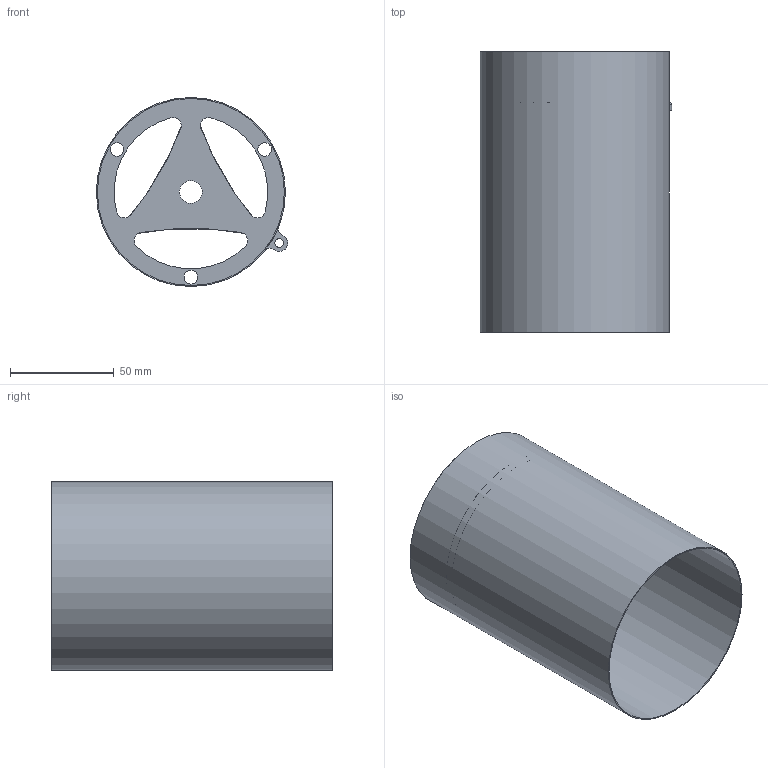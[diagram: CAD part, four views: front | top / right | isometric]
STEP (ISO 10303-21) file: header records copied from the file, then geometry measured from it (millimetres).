
FILE_DESCRIPTION(/* description */ (''),/* implementation_level */ '2;1');
FILE_NAME(/* name */ 'LowerBodyC v1.step',/* time_stamp */ '2023-09-28T22:49:43-04:00',/* author */ (''),/* organization */ (''),/* preprocessor_version */ 'ST-DEVELOPER v20',/* originating_system */ 'Autodesk Translation Framework v12.14.0.127',/* authorisation */ '');
FILE_SCHEMA (('AUTOMOTIVE_DESIGN { 1 0 10303 214 3 1 1 }'));
Length unit declared in the file: millimetre
Products named in the file (1): LowerBodyC
Bounding box: 92.08 x 134.96 x 91 mm (x, y, z)
Volume: 37585.4 mm3; surface area: 86007.8 mm2
Topology: 1 solids, 1 shells, 63 faces, 157 edges, 98 vertices
Faces by surface type: cylinder 25, torus 25, plane 8, cone 5
Full cylindrical faces by diameter (mm): 4.175 x1, 6.55 x3, 11 x1, 17.7 x1, 90 x2, 91 x1
Entity records: 2179 total; most frequent: CARTESIAN_POINT 567, DIRECTION 364, ORIENTED_EDGE 314, AXIS2_PLACEMENT_3D 167, EDGE_CURVE 157, CIRCLE 103, VERTEX_POINT 98, EDGE_LOOP 81
